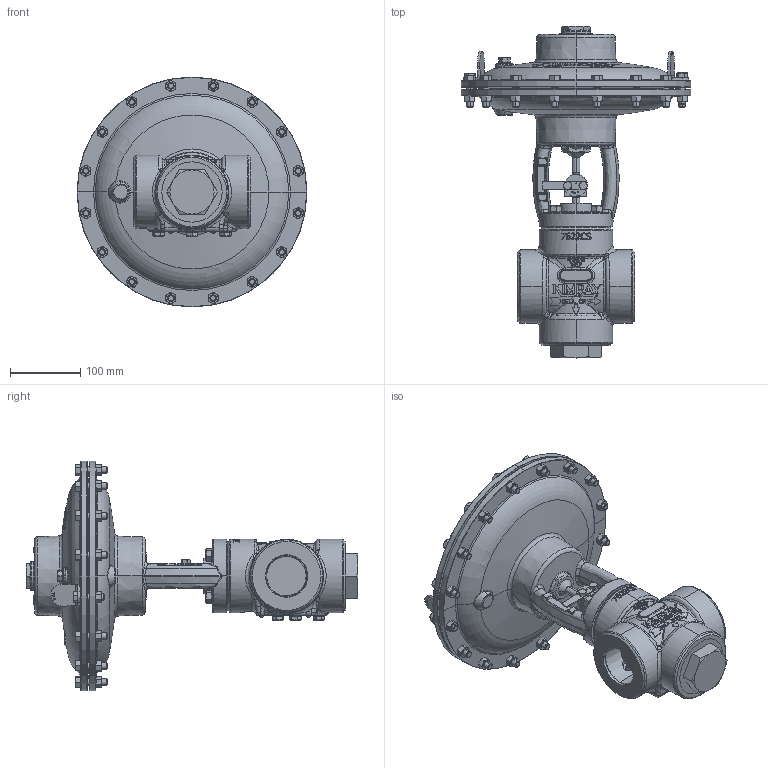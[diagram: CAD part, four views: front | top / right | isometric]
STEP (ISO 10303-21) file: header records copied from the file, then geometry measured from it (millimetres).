
FILE_DESCRIPTION (( 'STEP AP214' ), '1' );
FILE_NAME ('CVS2S4DW00L2S-HPCV.STEP', '2021-03-10T13:31:13', ( '' ), ( '' ), 'SwSTEP 2.0', 'SolidWorks 2019', '' );
FILE_SCHEMA (( 'AUTOMOTIVE_DESIGN' ));
Length unit declared in the file: inch
Products named in the file (1): CVS2S4DW00L2S-HPCV
Bounding box: 327.42 x 472.57 x 327.42 mm (x, y, z)
Volume: 4761268.8 mm3; surface area: 615919.1 mm2
Topology: 1 solids, 1 shells, 3738 faces, 9631 edges, 6128 vertices
Faces by surface type: plane 1805, bspline 831, cone 494, cylinder 430, torus 111, sphere 67
Entity records: 198003 total; most frequent: CARTESIAN_POINT 88715, ORIENTED_EDGE 19174, DIRECTION 13962, EDGE_CURVE 9587, VERTEX_POINT 6128, AXIS2_PLACEMENT_3D 4911, LINE 4140, VECTOR 4140
